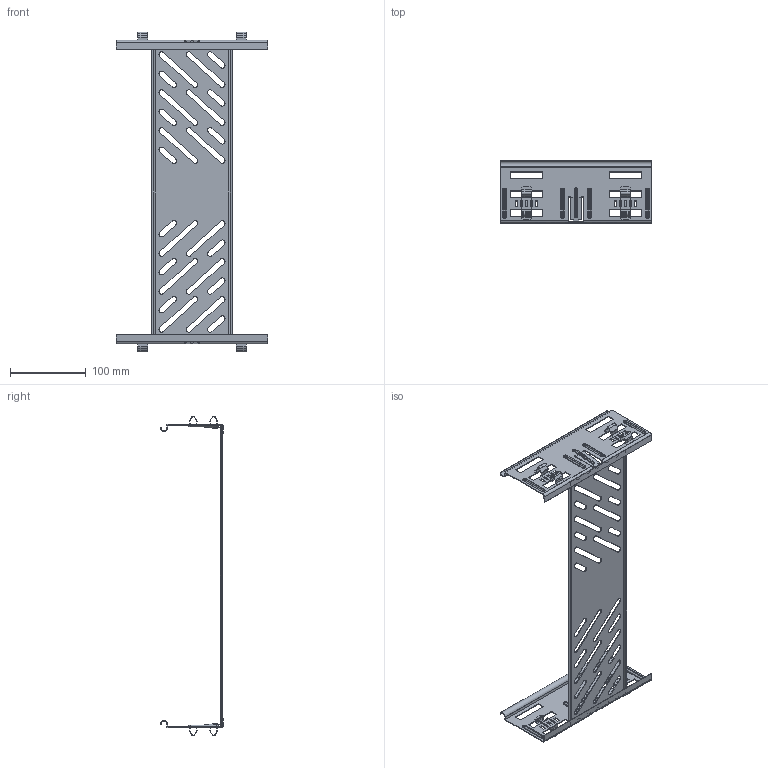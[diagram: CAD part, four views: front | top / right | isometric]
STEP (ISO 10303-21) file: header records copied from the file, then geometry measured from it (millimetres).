
FILE_DESCRIPTION (( 'STEP AP214' ), '1' );
FILE_NAME ('6069032.stp', '2017-04-12T07:55:02', ( '' ), ( '' ), 'SwSTEP 2.0', 'SolidWorks 2016', '' );
FILE_SCHEMA (( 'AUTOMOTIVE_DESIGN' ));
Length unit declared in the file: millimetre
Products named in the file (4): 040601_Standard; 040579_85; 040599_400; 6069032
Assembly tree (7 placements, depth 2):
  6069032
    040599_400
    040579_85  x2
    040601_Standard  x4
Bounding box: 200 x 83.2 x 421 mm (x, y, z)
Volume: 73740.4 mm3; surface area: 159865.5 mm2
Topology: 7 solids, 7 shells, 1107 faces, 2871 edges, 1782 vertices
Faces by surface type: plane 652, cylinder 291, torus 144, bspline 20
Entity records: 18265 total; most frequent: CARTESIAN_POINT 3328, DIRECTION 3155, ORIENTED_EDGE 3062, EDGE_CURVE 1531, AXIS2_PLACEMENT_3D 1077, LINE 1001, VECTOR 1001, VERTEX_POINT 972
